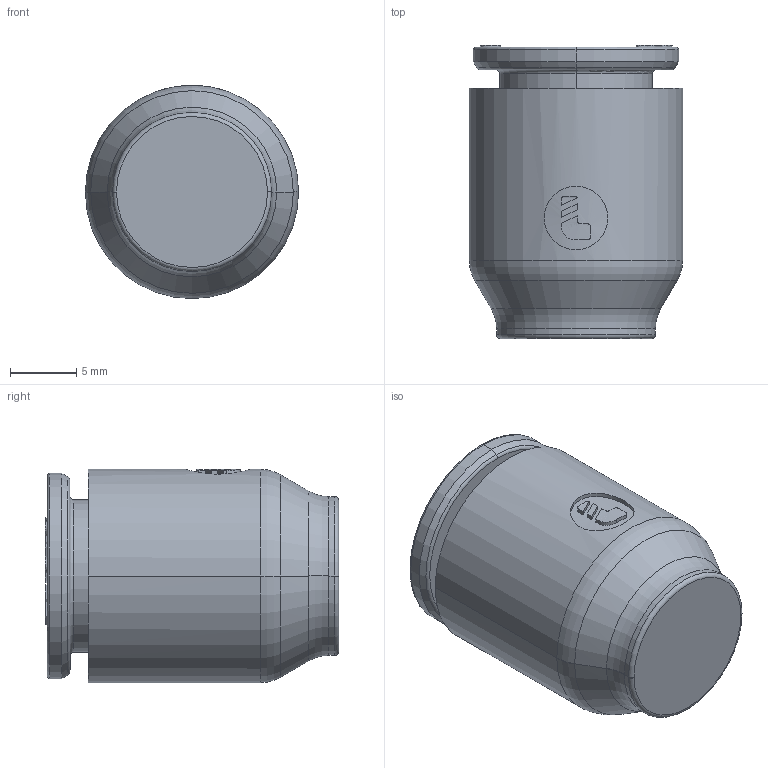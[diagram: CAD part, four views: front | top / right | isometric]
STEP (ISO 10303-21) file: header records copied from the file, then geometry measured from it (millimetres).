
FILE_DESCRIPTION(('STEP AP214'),'1');
FILE_NAME('6851_10_00.stp','2016-07-07T14:45:18',('TraceParts'),('TraceParts S.A.'),'Spatial InterOp 3D',' ',' ');
FILE_SCHEMA(('automotive_design'));
Length unit declared in the file: millimetre
Products named in the file (6): V851-10-00_ASM|Next assembly relationship#44110-19_ASM|Next assembly relationship#44110-32;44110-32; V851-10-00_ASM|Next assembly relationship#44110-19_ASM|Next assembly relationship#44110;44110; V851-10-00_ASM|Next assembly relationship#44110-19_ASM|Next assembly relationship#44110-30;44110-30; V851-10-00_ASM|Next assembly relationship#44110-19_ASM|Next assembly relationship#44110-40;44110-40; V851-10-00_ASM|Next assembly relationship#44520-75;44520-75; V851-10-00_ASM|Next assembly relationship#44110-11-10-ASM;44110-11-10-ASM
Bounding box: 16.1 x 22.15 x 16.1 mm (x, y, z)
Volume: 2192.3 mm3; surface area: 4309.1 mm2
Topology: 6 solids, 6 shells, 681 faces, 1716 edges, 1071 vertices
Faces by surface type: plane 276, torus 117, cylinder 114, bspline 90, cone 84
Entity records: 23511 total; most frequent: CARTESIAN_POINT 7445, ORIENTED_EDGE 3432, DIRECTION 3176, EDGE_CURVE 1716, AXIS2_PLACEMENT_3D 1107, VERTEX_POINT 1071, LINE 962, VECTOR 962
